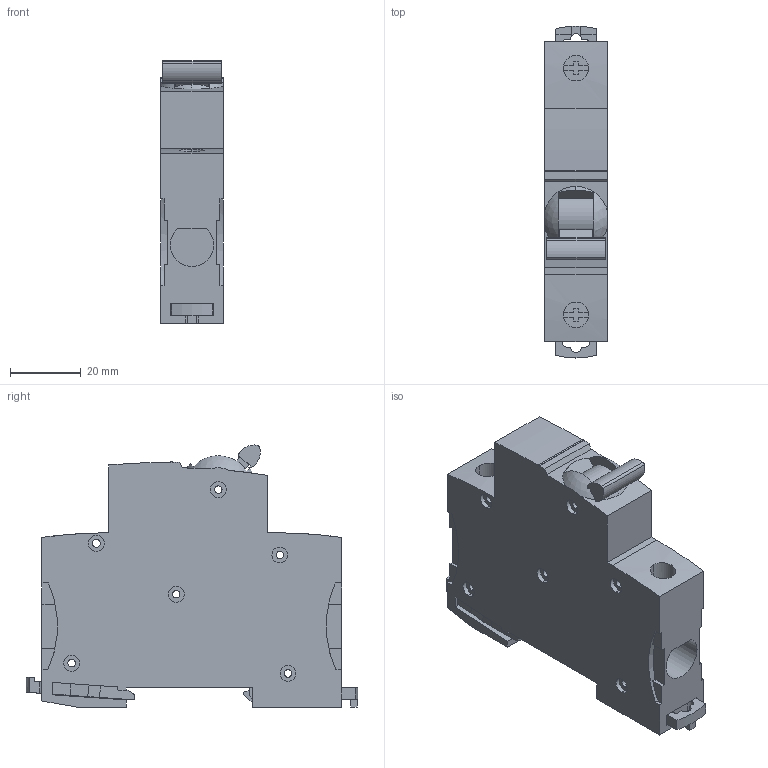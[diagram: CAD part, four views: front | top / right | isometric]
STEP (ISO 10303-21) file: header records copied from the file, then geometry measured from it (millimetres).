
FILE_DESCRIPTION((''),'2;1');
FILE_NAME('SB100442_S_SW0001','2010-09-17T',('adminuser'),(''),'PRO/ENGINEER BY PARAMETRIC TECHNOLOGY CORPORATION, 2006170','PRO/ENGINEER BY PARAMETRIC TECHNOLOGY CORPORATION, 2006170','');
FILE_SCHEMA(('CONFIG_CONTROL_DESIGN'));
Length unit declared in the file: inch
Products named in the file (1): SB100442_S_SW0001
Bounding box: 17.7 x 93.9 x 74.13 mm (x, y, z)
Volume: 80298.1 mm3; surface area: 20126.3 mm2
Topology: 1 solids, 2 shells, 341 faces, 992 edges, 666 vertices
Faces by surface type: plane 258, cylinder 81, sphere 2
Entity records: 11677 total; most frequent: CARTESIAN_POINT 2383, ORIENTED_EDGE 1982, DIRECTION 1873, EDGE_CURVE 991, VECTOR 753, LINE 753, VERTEX_POINT 666, AXIS2_PLACEMENT_3D 560
